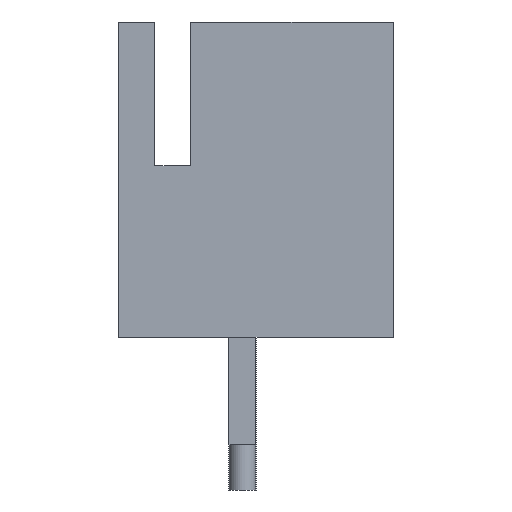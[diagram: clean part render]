
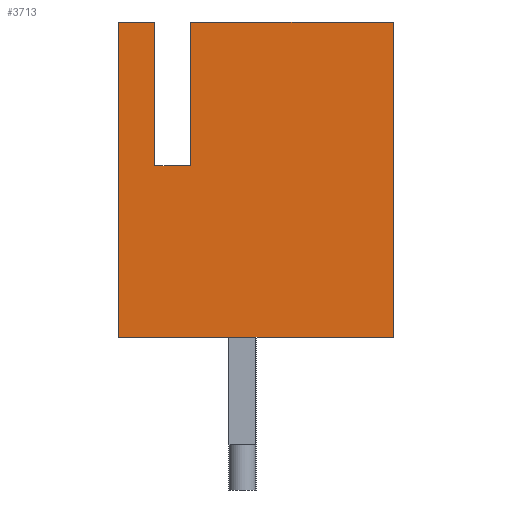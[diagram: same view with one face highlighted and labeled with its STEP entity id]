
A CAD part, left-side view. The second image highlights one B-rep face of the part: STEP entity #3713.
In plain terms, the highlighted planar face has unit normal (-1, 0, 0).
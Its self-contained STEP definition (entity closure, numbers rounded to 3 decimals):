
#3469 = EDGE_CURVE ( 'NONE', #3470, #3723, #4490, .T. ) ;
#3470 = VERTEX_POINT ( 'NONE', #4486 ) ;
#3471 = ORIENTED_EDGE ( 'NONE', *, *, #3472, .F. ) ;
#3472 = EDGE_CURVE ( 'NONE', #6642, #3470, #4485, .T. ) ;
#3473 = ORIENTED_EDGE ( 'NONE', *, *, #6641, .T. ) ;
#3474 = ORIENTED_EDGE ( 'NONE', *, *, #3475, .T. ) ;
#3475 = EDGE_CURVE ( 'NONE', #6639, #3638, #4480, .T. ) ;
#3476 = ORIENTED_EDGE ( 'NONE', *, *, #3637, .F. ) ;
#3637 = EDGE_CURVE ( 'NONE', #3748, #3638, #4740, .T. ) ;
#3638 = VERTEX_POINT ( 'NONE', #4736 ) ;
#3675 = ORIENTED_EDGE ( 'NONE', *, *, #3469, .F. ) ;
#3713 = ADVANCED_FACE ( 'NONE', ( #4827 ), #4869, .F. ) ;
#3714 = EDGE_LOOP ( 'NONE', ( #3715, #3718, #3721, #3675, #3471, #3473, #3474, #3476 ) ) ;
#3715 = ORIENTED_EDGE ( 'NONE', *, *, #3716, .T. ) ;
#3716 = EDGE_CURVE ( 'NONE', #3748, #3717, #4864, .T. ) ;
#3717 = VERTEX_POINT ( 'NONE', #4860 ) ;
#3718 = ORIENTED_EDGE ( 'NONE', *, *, #3719, .T. ) ;
#3719 = EDGE_CURVE ( 'NONE', #3717, #3720, #4859, .T. ) ;
#3720 = VERTEX_POINT ( 'NONE', #4855 ) ;
#3721 = ORIENTED_EDGE ( 'NONE', *, *, #3722, .F. ) ;
#3722 = EDGE_CURVE ( 'NONE', #3723, #3720, #4933, .T. ) ;
#3723 = VERTEX_POINT ( 'NONE', #4929 ) ;
#3748 = VERTEX_POINT ( 'NONE', #5023 ) ;
#4477 = DIRECTION ( 'NONE',  ( 0., 0., 1. ) ) ;
#4478 = VECTOR ( 'NONE', #4477, 1000. ) ;
#4479 = CARTESIAN_POINT ( 'NONE',  ( 0., 0., 0. ) ) ;
#4480 = LINE ( 'NONE', #4479, #4478 ) ;
#4482 = DIRECTION ( 'NONE',  ( 0., 0., 1. ) ) ;
#4483 = VECTOR ( 'NONE', #4482, 1000. ) ;
#4484 = CARTESIAN_POINT ( 'NONE',  ( 0., 6.1, 0. ) ) ;
#4485 = LINE ( 'NONE', #4484, #4483 ) ;
#4486 = CARTESIAN_POINT ( 'NONE',  ( 0., 6.1, 0. ) ) ;
#4487 = DIRECTION ( 'NONE',  ( 0., -1., 0. ) ) ;
#4488 = VECTOR ( 'NONE', #4487, 1000. ) ;
#4489 = CARTESIAN_POINT ( 'NONE',  ( 0., 6.1, 0. ) ) ;
#4490 = LINE ( 'NONE', #4489, #4488 ) ;
#4736 = CARTESIAN_POINT ( 'NONE',  ( 0., 0., 0. ) ) ;
#4737 = DIRECTION ( 'NONE',  ( 0., -1., 0. ) ) ;
#4738 = VECTOR ( 'NONE', #4737, 1000. ) ;
#4739 = CARTESIAN_POINT ( 'NONE',  ( 0., 6.1, 0. ) ) ;
#4740 = LINE ( 'NONE', #4739, #4738 ) ;
#4827 = FACE_OUTER_BOUND ( 'NONE', #3714, .T. ) ;
#4855 = CARTESIAN_POINT ( 'NONE',  ( 0., 5.3, -3.2 ) ) ;
#4856 = DIRECTION ( 'NONE',  ( 0., 1., 0. ) ) ;
#4857 = VECTOR ( 'NONE', #4856, 1000. ) ;
#4858 = CARTESIAN_POINT ( 'NONE',  ( 0., 4.5, -3.2 ) ) ;
#4859 = LINE ( 'NONE', #4858, #4857 ) ;
#4860 = CARTESIAN_POINT ( 'NONE',  ( 0., 4.5, -3.2 ) ) ;
#4861 = DIRECTION ( 'NONE',  ( 0., 0., -1. ) ) ;
#4862 = VECTOR ( 'NONE', #4861, 1000. ) ;
#4863 = CARTESIAN_POINT ( 'NONE',  ( 0., 4.5, 0. ) ) ;
#4864 = LINE ( 'NONE', #4863, #4862 ) ;
#4865 = DIRECTION ( 'NONE',  ( 0., 0., -1. ) ) ;
#4866 = DIRECTION ( 'NONE',  ( 1., 0., 0. ) ) ;
#4867 = CARTESIAN_POINT ( 'NONE',  ( 0., 6.1, 0. ) ) ;
#4868 = AXIS2_PLACEMENT_3D ( 'NONE', #4867, #4866, #4865 ) ;
#4869 = PLANE ( 'NONE',  #4868 ) ;
#4929 = CARTESIAN_POINT ( 'NONE',  ( 0., 5.3, 0. ) ) ;
#4930 = DIRECTION ( 'NONE',  ( 0., 0., -1. ) ) ;
#4931 = VECTOR ( 'NONE', #4930, 1000. ) ;
#4932 = CARTESIAN_POINT ( 'NONE',  ( 0., 5.3, 0. ) ) ;
#4933 = LINE ( 'NONE', #4932, #4931 ) ;
#5023 = CARTESIAN_POINT ( 'NONE',  ( 0., 4.5, 0. ) ) ;
#5839 = CARTESIAN_POINT ( 'NONE',  ( 0., 6.1, -7. ) ) ;
#5840 = DIRECTION ( 'NONE',  ( 0., -1., 0. ) ) ;
#5841 = VECTOR ( 'NONE', #5840, 1000. ) ;
#5842 = CARTESIAN_POINT ( 'NONE',  ( 0., 6.1, -7. ) ) ;
#5843 = LINE ( 'NONE', #5842, #5841 ) ;
#5844 = CARTESIAN_POINT ( 'NONE',  ( 0., 0., -7. ) ) ;
#6639 = VERTEX_POINT ( 'NONE', #5844 ) ;
#6641 = EDGE_CURVE ( 'NONE', #6642, #6639, #5843, .T. ) ;
#6642 = VERTEX_POINT ( 'NONE', #5839 ) ;
